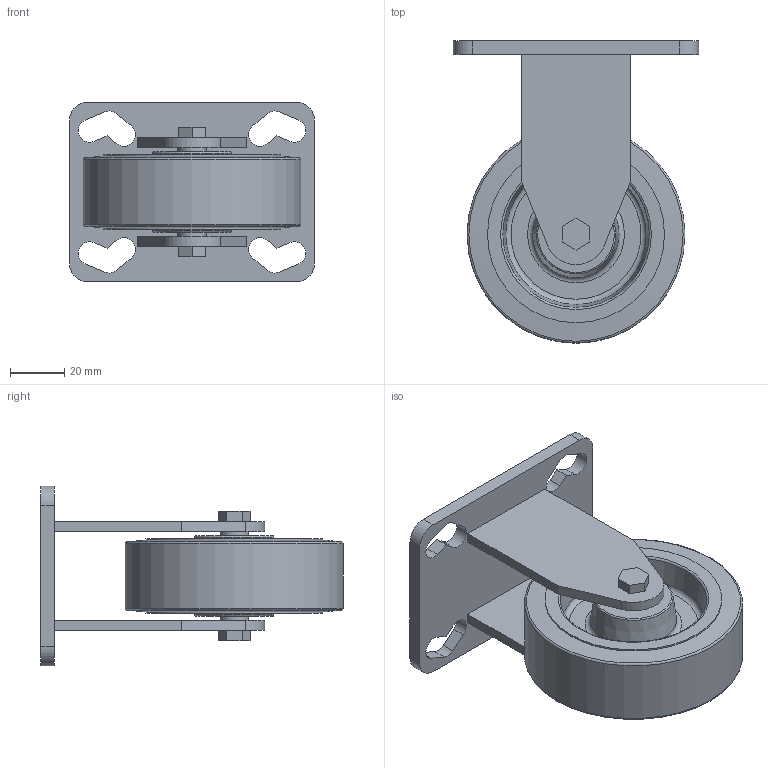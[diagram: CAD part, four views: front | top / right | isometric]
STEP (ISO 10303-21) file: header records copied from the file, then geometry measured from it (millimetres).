
FILE_DESCRIPTION(/* description */ ('STEP AP214'),/* implementation_level */ '2;1');
FILE_NAME(/* name */ 'K1760.0802510',/* time_stamp */ '2025-06-23T16:07:57+02:00',/* author */ ('License CC BY-ND 4.0'),/* organization */ ('CADENAS'),/* preprocessor_version */ 'ST-DEVELOPER v19.3',/* originating_system */ 'PARTsolutions',/* authorisation */ ' ');
FILE_SCHEMA (('AUTOMOTIVE_DESIGN {1 0 10303 214 3 1 1}'));
Length unit declared in the file: millimetre
Products named in the file (1): K1760.0802510
Bounding box: 90 x 111 x 66 mm (x, y, z)
Volume: 150895.9 mm3; surface area: 46148.6 mm2
Topology: 1 solids, 1 shells, 93 faces, 230 edges, 149 vertices
Faces by surface type: plane 54, cylinder 23, torus 10, cone 6
Full cylindrical faces by diameter (mm): 10.4 x2, 65 x2, 80 x1
Entity records: 2680 total; most frequent: DIRECTION 460, CARTESIAN_POINT 450, ORIENTED_EDGE 416, EDGE_CURVE 208, AXIS2_PLACEMENT_3D 158, VERTEX_POINT 148, LINE 144, VECTOR 144
